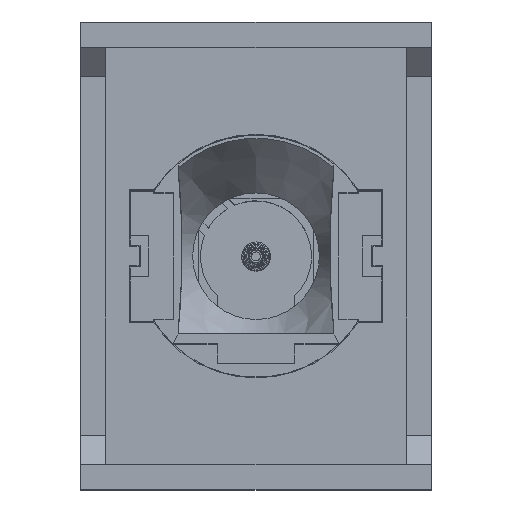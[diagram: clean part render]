
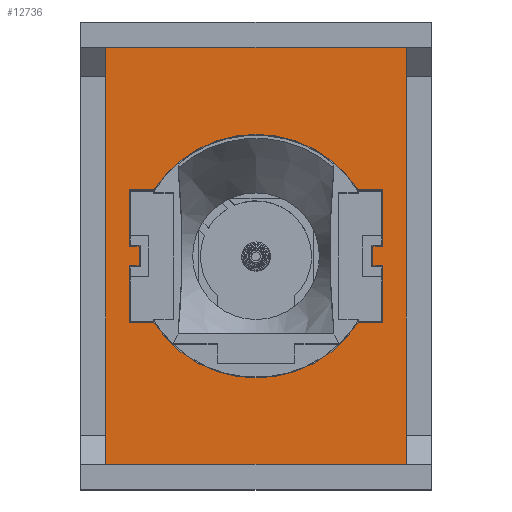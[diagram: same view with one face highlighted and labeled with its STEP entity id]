
A CAD part, top view. The second image highlights one B-rep face of the part: STEP entity #12736.
In plain terms, the highlighted planar face has unit normal (0, 0, 1).
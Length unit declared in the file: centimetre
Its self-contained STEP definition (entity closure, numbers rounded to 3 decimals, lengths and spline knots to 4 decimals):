
#205=FACE_BOUND('',#1705,.T.);
#428=PLANE('',#13656);
#1001=FACE_OUTER_BOUND('',#1704,.T.);
#1704=EDGE_LOOP('',(#10043,#10044,#10045,#10046));
#1705=EDGE_LOOP('',(#10047,#10048,#10049,#10050,#10051,#10052,#10053,#10054,
#10055,#10056,#10057,#10058,#10059,#10060,#10061,#10062));
#2464=LINE('',#18776,#3820);
#2677=LINE('',#19335,#4033);
#2680=LINE('',#19340,#4036);
#2681=LINE('',#19343,#4037);
#2684=LINE('',#19349,#4040);
#2686=LINE('',#19354,#4042);
#2689=LINE('',#19359,#4045);
#2691=LINE('',#19363,#4047);
#2693=LINE('',#19367,#4049);
#2696=LINE('',#19375,#4052);
#2697=LINE('',#19378,#4053);
#2699=LINE('',#19382,#4055);
#2702=LINE('',#19389,#4058);
#2703=LINE('',#19392,#4059);
#2705=LINE('',#19395,#4061);
#2707=LINE('',#19400,#4063);
#2710=LINE('',#19404,#4066);
#2711=LINE('',#19406,#4067);
#3820=VECTOR('',#15279,1.);
#4033=VECTOR('',#15752,1.);
#4036=VECTOR('',#15757,1.);
#4037=VECTOR('',#15760,1.);
#4040=VECTOR('',#15767,1.);
#4042=VECTOR('',#15771,1.);
#4045=VECTOR('',#15776,1.);
#4047=VECTOR('',#15780,1.);
#4049=VECTOR('',#15784,1.);
#4052=VECTOR('',#15793,1.);
#4053=VECTOR('',#15796,1.);
#4055=VECTOR('',#15800,1.);
#4058=VECTOR('',#15809,1.);
#4059=VECTOR('',#15812,1.);
#4061=VECTOR('',#15816,1.);
#4063=VECTOR('',#15820,1.);
#4066=VECTOR('',#15825,1.);
#4067=VECTOR('',#15828,1.);
#5030=CIRCLE('',#13644,0.625);
#5031=CIRCLE('',#13649,0.625);
#5631=VERTEX_POINT('',#18773);
#5632=VERTEX_POINT('',#18775);
#5805=VERTEX_POINT('',#19332);
#5806=VERTEX_POINT('',#19334);
#5807=VERTEX_POINT('',#19338);
#5808=VERTEX_POINT('',#19342);
#5809=VERTEX_POINT('',#19347);
#5810=VERTEX_POINT('',#19351);
#5811=VERTEX_POINT('',#19353);
#5812=VERTEX_POINT('',#19357);
#5813=VERTEX_POINT('',#19361);
#5814=VERTEX_POINT('',#19365);
#5815=VERTEX_POINT('',#19369);
#5816=VERTEX_POINT('',#19371);
#5817=VERTEX_POINT('',#19377);
#5818=VERTEX_POINT('',#19381);
#5819=VERTEX_POINT('',#19385);
#5820=VERTEX_POINT('',#19391);
#5821=VERTEX_POINT('',#19397);
#5822=VERTEX_POINT('',#19399);
#7070=EDGE_CURVE('',#5632,#5631,#2464,.T.);
#7329=EDGE_CURVE('',#5806,#5805,#2677,.T.);
#7332=EDGE_CURVE('',#5805,#5807,#2680,.T.);
#7333=EDGE_CURVE('',#5808,#5806,#2681,.T.);
#7336=EDGE_CURVE('',#5807,#5809,#2684,.T.);
#7338=EDGE_CURVE('',#5811,#5810,#2686,.T.);
#7341=EDGE_CURVE('',#5810,#5812,#2689,.T.);
#7343=EDGE_CURVE('',#5812,#5813,#2691,.T.);
#7345=EDGE_CURVE('',#5813,#5814,#2693,.T.);
#7347=EDGE_CURVE('',#5816,#5815,#5030,.T.);
#7349=EDGE_CURVE('',#5814,#5816,#2696,.T.);
#7350=EDGE_CURVE('',#5817,#5811,#2697,.T.);
#7352=EDGE_CURVE('',#5818,#5817,#2699,.T.);
#7354=EDGE_CURVE('',#5819,#5818,#5031,.T.);
#7356=EDGE_CURVE('',#5809,#5819,#2702,.T.);
#7357=EDGE_CURVE('',#5820,#5808,#2703,.T.);
#7359=EDGE_CURVE('',#5815,#5820,#2705,.T.);
#7361=EDGE_CURVE('',#5822,#5821,#2707,.T.);
#7364=EDGE_CURVE('',#5821,#5632,#2710,.T.);
#7365=EDGE_CURVE('',#5631,#5822,#2711,.T.);
#10043=ORIENTED_EDGE('',*,*,#7361,.T.);
#10044=ORIENTED_EDGE('',*,*,#7364,.T.);
#10045=ORIENTED_EDGE('',*,*,#7070,.T.);
#10046=ORIENTED_EDGE('',*,*,#7365,.T.);
#10047=ORIENTED_EDGE('',*,*,#7347,.T.);
#10048=ORIENTED_EDGE('',*,*,#7359,.T.);
#10049=ORIENTED_EDGE('',*,*,#7357,.T.);
#10050=ORIENTED_EDGE('',*,*,#7333,.T.);
#10051=ORIENTED_EDGE('',*,*,#7329,.T.);
#10052=ORIENTED_EDGE('',*,*,#7332,.T.);
#10053=ORIENTED_EDGE('',*,*,#7336,.T.);
#10054=ORIENTED_EDGE('',*,*,#7356,.T.);
#10055=ORIENTED_EDGE('',*,*,#7354,.T.);
#10056=ORIENTED_EDGE('',*,*,#7352,.T.);
#10057=ORIENTED_EDGE('',*,*,#7350,.T.);
#10058=ORIENTED_EDGE('',*,*,#7338,.T.);
#10059=ORIENTED_EDGE('',*,*,#7341,.T.);
#10060=ORIENTED_EDGE('',*,*,#7343,.T.);
#10061=ORIENTED_EDGE('',*,*,#7345,.T.);
#10062=ORIENTED_EDGE('',*,*,#7349,.T.);
#12736=ADVANCED_FACE('',(#1001,#205),#428,.T.);
#13644=AXIS2_PLACEMENT_3D('',#19372,#15788,#15789);
#13649=AXIS2_PLACEMENT_3D('',#19386,#15804,#15805);
#13656=AXIS2_PLACEMENT_3D('',#19407,#15829,#15830);
#15279=DIRECTION('',(1.,0.,0.));
#15752=DIRECTION('',(0.,-1.,0.));
#15757=DIRECTION('',(1.,0.,0.));
#15760=DIRECTION('',(-1.,0.,0.));
#15767=DIRECTION('',(0.,-1.,0.));
#15771=DIRECTION('',(1.,0.,0.));
#15776=DIRECTION('',(0.,1.,0.));
#15780=DIRECTION('',(-1.,0.,0.));
#15784=DIRECTION('',(0.,1.,0.));
#15788=DIRECTION('center_axis',(0.,0.,
-1.));
#15789=DIRECTION('ref_axis',(0.839,0.544,0.));
#15793=DIRECTION('',(1.,0.,0.));
#15796=DIRECTION('',(0.,1.,0.));
#15800=DIRECTION('',(-1.,0.,0.));
#15804=DIRECTION('center_axis',(0.,0.,
-1.));
#15805=DIRECTION('ref_axis',(-0.839,-0.544,0.));
#15809=DIRECTION('',(-1.,0.,0.));
#15812=DIRECTION('',(0.,-1.,0.));
#15816=DIRECTION('',(1.,0.,0.));
#15820=DIRECTION('',(-1.,0.,0.));
#15825=DIRECTION('',(0.,-1.,0.));
#15828=DIRECTION('',(0.,1.,0.));
#15829=DIRECTION('center_axis',(0.,0.,
1.));
#15830=DIRECTION('ref_axis',(-1.,0.,0.));
#18773=CARTESIAN_POINT('',(0.77,-1.07,2.93));
#18775=CARTESIAN_POINT('',(-0.77,-1.07,2.93));
#18776=CARTESIAN_POINT('',(-0.77,-1.07,2.93));
#19332=CARTESIAN_POINT('',(0.6,-0.05,2.93));
#19334=CARTESIAN_POINT('',(0.6,0.05,2.93));
#19335=CARTESIAN_POINT('',(0.6,0.025,2.93));
#19338=CARTESIAN_POINT('',(0.65,-0.05,2.93));
#19340=CARTESIAN_POINT('',(0.3,-0.05,2.93));
#19342=CARTESIAN_POINT('',(0.65,0.05,2.93));
#19343=CARTESIAN_POINT('',(0.325,0.05,2.93));
#19347=CARTESIAN_POINT('',(0.65,-0.34,2.93));
#19349=CARTESIAN_POINT('',(0.65,0.025,2.93));
#19351=CARTESIAN_POINT('',(-0.6,-0.05,2.93));
#19353=CARTESIAN_POINT('',(-0.65,-0.05,2.93));
#19354=CARTESIAN_POINT('',(-0.325,-0.05,2.93));
#19357=CARTESIAN_POINT('',(-0.6,0.05,2.93));
#19359=CARTESIAN_POINT('',(-0.6,-0.025,2.93));
#19361=CARTESIAN_POINT('',(-0.65,0.05,2.93));
#19363=CARTESIAN_POINT('',(-0.3,0.05,2.93));
#19365=CARTESIAN_POINT('',(-0.65,0.34,2.93));
#19367=CARTESIAN_POINT('',(-0.65,0.025,2.93));
#19369=CARTESIAN_POINT('',(0.5244,0.34,2.93));
#19371=CARTESIAN_POINT('',(-0.5244,0.34,2.93));
#19372=CARTESIAN_POINT('Origin',(0.,0.,
2.93));
#19375=CARTESIAN_POINT('',(-0.2622,0.34,2.93));
#19377=CARTESIAN_POINT('',(-0.65,-0.34,2.93));
#19378=CARTESIAN_POINT('',(-0.65,0.025,2.93));
#19381=CARTESIAN_POINT('',(-0.5244,-0.34,2.93));
#19382=CARTESIAN_POINT('',(-0.325,-0.34,2.93));
#19385=CARTESIAN_POINT('',(0.5244,-0.34,2.93));
#19386=CARTESIAN_POINT('Origin',(0.,0.,
2.93));
#19389=CARTESIAN_POINT('',(0.2622,-0.34,2.93));
#19391=CARTESIAN_POINT('',(0.65,0.34,2.93));
#19392=CARTESIAN_POINT('',(0.65,0.025,2.93));
#19395=CARTESIAN_POINT('',(0.325,0.34,2.93));
#19397=CARTESIAN_POINT('',(-0.77,1.07,2.93));
#19399=CARTESIAN_POINT('',(0.77,1.07,2.93));
#19400=CARTESIAN_POINT('',(0.77,1.07,2.93));
#19404=CARTESIAN_POINT('',(-0.77,1.07,2.93));
#19406=CARTESIAN_POINT('',(0.77,-1.07,2.93));
#19407=CARTESIAN_POINT('Origin',(0.,0.,2.93));
